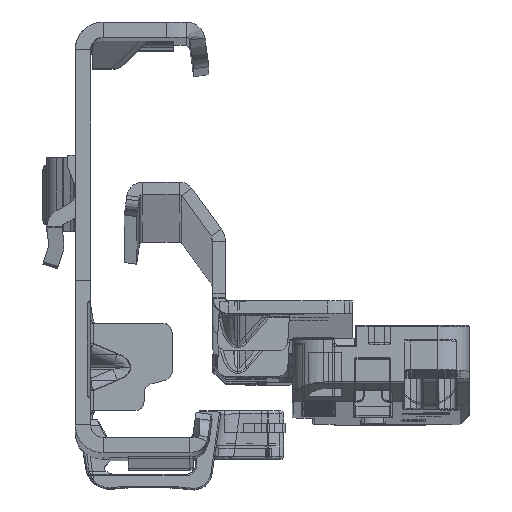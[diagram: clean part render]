
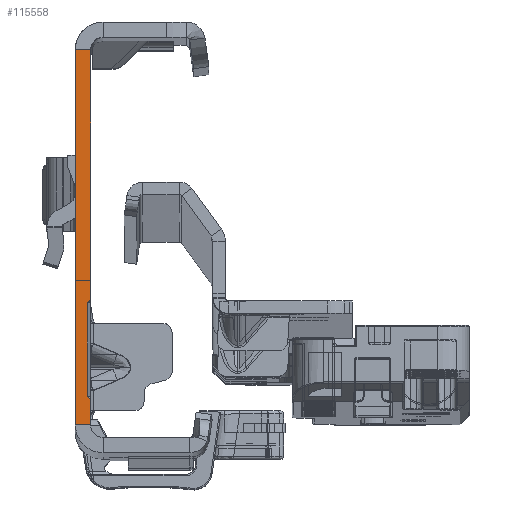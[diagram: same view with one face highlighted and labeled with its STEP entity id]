
A CAD part, top view. The second image highlights one B-rep face of the part: STEP entity #115558.
In plain terms, the highlighted planar face has unit normal (0, 0, 1).
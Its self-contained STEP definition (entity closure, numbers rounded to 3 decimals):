
#213 = EDGE_CURVE ( 'NONE', #44750, #78179, #69827, .T. ) ;
#332 = DIRECTION ( 'NONE',  ( 0., -1., 0. ) ) ;
#1353 = FACE_OUTER_BOUND ( 'NONE', #74204, .T. ) ;
#2696 = VERTEX_POINT ( 'NONE', #91290 ) ;
#5192 = EDGE_CURVE ( 'NONE', #113695, #9001, #41731, .T. ) ;
#9001 = VERTEX_POINT ( 'NONE', #48113 ) ;
#9124 = DIRECTION ( 'NONE',  ( -1., 0., 0. ) ) ;
#10074 = ORIENTED_EDGE ( 'NONE', *, *, #35819, .T. ) ;
#13738 = ORIENTED_EDGE ( 'NONE', *, *, #83985, .F. ) ;
#14735 = LINE ( 'NONE', #35549, #126255 ) ;
#16691 = CARTESIAN_POINT ( 'NONE',  ( 0., 30., 0. ) ) ;
#18307 = LINE ( 'NONE', #50760, #95566 ) ;
#18476 = DIRECTION ( 'NONE',  ( 0., -1., 0. ) ) ;
#20272 = DIRECTION ( 'NONE',  ( 0., 0., 1. ) ) ;
#22442 = CARTESIAN_POINT ( 'NONE',  ( -0.259, -10.182, 0. ) ) ;
#22482 = ORIENTED_EDGE ( 'NONE', *, *, #92948, .T. ) ;
#32808 = DIRECTION ( 'NONE',  ( 0.719, 0.695, 0. ) ) ;
#33566 = EDGE_CURVE ( 'NONE', #9001, #65357, #14735, .T. ) ;
#33597 = DIRECTION ( 'NONE',  ( -1., 0., 0. ) ) ;
#35549 = CARTESIAN_POINT ( 'NONE',  ( 0., -30., 0. ) ) ;
#35819 = EDGE_CURVE ( 'NONE', #44750, #2696, #58554, .T. ) ;
#38067 = VECTOR ( 'NONE', #18476, 1000. ) ;
#41731 = LINE ( 'NONE', #121007, #127929 ) ;
#43020 = DIRECTION ( 'NONE',  ( 0., -1., 0. ) ) ;
#44621 = VECTOR ( 'NONE', #88710, 1000. ) ;
#44750 = VERTEX_POINT ( 'NONE', #16691 ) ;
#46964 = VECTOR ( 'NONE', #332, 1000. ) ;
#48113 = CARTESIAN_POINT ( 'NONE',  ( 0., -30., 0. ) ) ;
#48269 = CARTESIAN_POINT ( 'NONE',  ( -2.45, -32., 0. ) ) ;
#50687 = EDGE_CURVE ( 'NONE', #2696, #65357, #117382, .T. ) ;
#50760 = CARTESIAN_POINT ( 'NONE',  ( 0.082, -26.047, 0. ) ) ;
#51566 = VERTEX_POINT ( 'NONE', #53132 ) ;
#52623 = EDGE_CURVE ( 'NONE', #113695, #112958, #18307, .T. ) ;
#53132 = CARTESIAN_POINT ( 'NONE',  ( -0.536, -10.45, 0. ) ) ;
#55912 = ORIENTED_EDGE ( 'NONE', *, *, #213, .F. ) ;
#58554 = LINE ( 'NONE', #106645, #91356 ) ;
#59385 = CARTESIAN_POINT ( 'NONE',  ( -2.45, -30., 0. ) ) ;
#62592 = CARTESIAN_POINT ( 'NONE',  ( 0., -25.968, 0. ) ) ;
#65357 = VERTEX_POINT ( 'NONE', #59385 ) ;
#66604 = CARTESIAN_POINT ( 'NONE',  ( -0.536, -9.85, 0. ) ) ;
#67888 = LINE ( 'NONE', #66604, #38067 ) ;
#69827 = LINE ( 'NONE', #119830, #44621 ) ;
#74204 = EDGE_LOOP ( 'NONE', ( #13738, #22482, #55912, #10074, #122378, #97717, #113905, #98483 ) ) ;
#74880 = AXIS2_PLACEMENT_3D ( 'NONE', #48269, #20272, #120323 ) ;
#78179 = VERTEX_POINT ( 'NONE', #100826 ) ;
#83985 = EDGE_CURVE ( 'NONE', #51566, #112958, #67888, .T. ) ;
#88710 = DIRECTION ( 'NONE',  ( 0., -1., 0. ) ) ;
#91290 = CARTESIAN_POINT ( 'NONE',  ( -2.45, 30., 0. ) ) ;
#91356 = VECTOR ( 'NONE', #9124, 1000. ) ;
#92948 = EDGE_CURVE ( 'NONE', #51566, #78179, #112729, .T. ) ;
#93656 = VECTOR ( 'NONE', #32808, 1000. ) ;
#95566 = VECTOR ( 'NONE', #128122, 1000. ) ;
#97717 = ORIENTED_EDGE ( 'NONE', *, *, #33566, .F. ) ;
#98483 = ORIENTED_EDGE ( 'NONE', *, *, #52623, .T. ) ;
#100652 = CARTESIAN_POINT ( 'NONE',  ( -0.536, -25.45, 0. ) ) ;
#100826 = CARTESIAN_POINT ( 'NONE',  ( 0., -9.932, 0. ) ) ;
#106645 = CARTESIAN_POINT ( 'NONE',  ( 0., 30., 0. ) ) ;
#112729 = LINE ( 'NONE', #22442, #93656 ) ;
#112958 = VERTEX_POINT ( 'NONE', #100652 ) ;
#113695 = VERTEX_POINT ( 'NONE', #62592 ) ;
#113905 = ORIENTED_EDGE ( 'NONE', *, *, #5192, .F. ) ;
#115558 = ADVANCED_FACE ( 'NONE', ( #1353 ), #117776, .T. ) ;
#117382 = LINE ( 'NONE', #124558, #46964 ) ;
#117776 = PLANE ( 'NONE',  #74880 ) ;
#119830 = CARTESIAN_POINT ( 'NONE',  ( 0., -32., 0. ) ) ;
#120323 = DIRECTION ( 'NONE',  ( 1., 0., 0. ) ) ;
#121007 = CARTESIAN_POINT ( 'NONE',  ( 0., -32., 0. ) ) ;
#122378 = ORIENTED_EDGE ( 'NONE', *, *, #50687, .T. ) ;
#124558 = CARTESIAN_POINT ( 'NONE',  ( -2.45, -32., 0. ) ) ;
#126255 = VECTOR ( 'NONE', #33597, 1000. ) ;
#127929 = VECTOR ( 'NONE', #43020, 1000. ) ;
#128122 = DIRECTION ( 'NONE',  ( -0.719, 0.695, 0. ) ) ;
